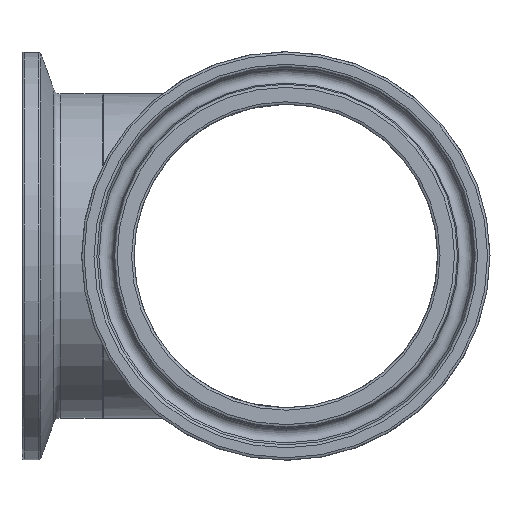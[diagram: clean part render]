
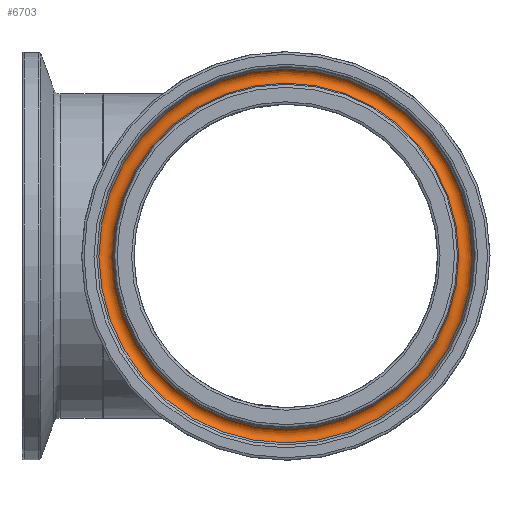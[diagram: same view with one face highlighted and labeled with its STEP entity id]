
A CAD part, left-side view. The second image highlights one B-rep face of the part: STEP entity #6703.
In plain terms, the highlighted toroidal (fillet/blend) face has major radius 28.169 mm and minor radius 1.194 mm.
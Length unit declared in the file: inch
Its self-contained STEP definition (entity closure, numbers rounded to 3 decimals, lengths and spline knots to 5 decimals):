
#39=TOROIDAL_SURFACE('',#7101,1.109,0.047);
#159=FACE_BOUND('',#1310,.T.);
#848=FACE_OUTER_BOUND('',#1309,.T.);
#1309=EDGE_LOOP('',(#6163));
#1310=EDGE_LOOP('',(#6164));
#2668=CIRCLE('',#7095,1.06483);
#2670=CIRCLE('',#7099,1.15124);
#3324=VERTEX_POINT('',#14710);
#3326=VERTEX_POINT('',#14716);
#4276=EDGE_CURVE('',#3324,#3324,#2668,.T.);
#4278=EDGE_CURVE('',#3326,#3326,#2670,.T.);
#6163=ORIENTED_EDGE('',*,*,#4278,.T.);
#6164=ORIENTED_EDGE('',*,*,#4276,.F.);
#6703=ADVANCED_FACE('',(#848,#159),#39,.F.);
#7095=AXIS2_PLACEMENT_3D('',#14711,#8297,#8298);
#7099=AXIS2_PLACEMENT_3D('',#14717,#8305,#8306);
#7101=AXIS2_PLACEMENT_3D('',#14719,#8309,#8310);
#8297=DIRECTION('center_axis',(-1.,0.,0.));
#8298=DIRECTION('ref_axis',(0.,-0.171,0.985));
#8305=DIRECTION('center_axis',(-1.,0.,0.));
#8306=DIRECTION('ref_axis',(0.,-0.171,0.985));
#8309=DIRECTION('center_axis',(-1.,0.,0.));
#8310=DIRECTION('ref_axis',(0.,-0.171,0.985));
#14710=CARTESIAN_POINT('',(-3.34293,1.04909,0.18245));
#14711=CARTESIAN_POINT('Origin',(-3.34293,0.,
0.));
#14716=CARTESIAN_POINT('',(-3.3384,1.13422,0.19726));
#14717=CARTESIAN_POINT('Origin',(-3.3384,0.,
0.));
#14719=CARTESIAN_POINT('Origin',(-3.359,0.,0.));
